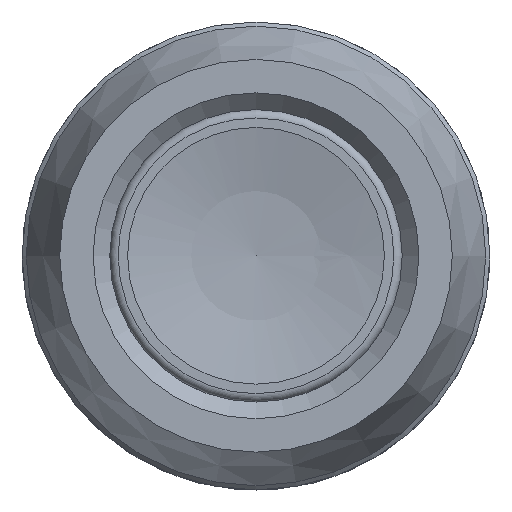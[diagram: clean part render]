
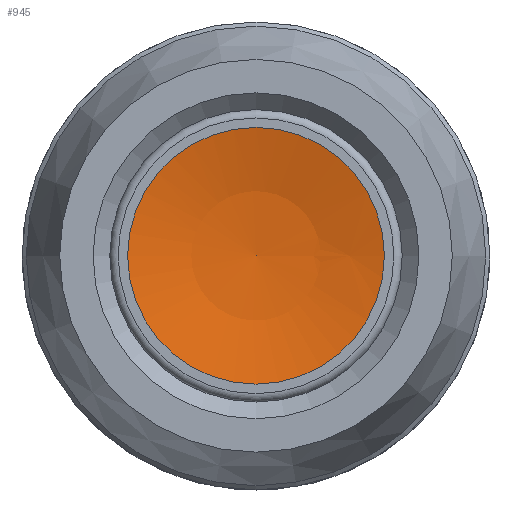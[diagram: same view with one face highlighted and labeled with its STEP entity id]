
A CAD part, top view. The second image highlights one B-rep face of the part: STEP entity #945.
In plain terms, the highlighted spherical face has radius 30 mm.
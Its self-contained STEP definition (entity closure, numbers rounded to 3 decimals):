
#40=FACE_BOUND('',#291,.T.);
#85=SPHERICAL_SURFACE('',#1023,30.);
#291=EDGE_LOOP('',(#702));
#392=CIRCLE('',#1024,7.681);
#470=VERTEX_POINT('',#1488);
#568=EDGE_CURVE('',#470,#470,#392,.T.);
#702=ORIENTED_EDGE('',*,*,#568,.F.);
#945=ADVANCED_FACE('',(#40),#85,.F.);
#1023=AXIS2_PLACEMENT_3D('',#1487,#1175,#1176);
#1024=AXIS2_PLACEMENT_3D('',#1489,#1177,#1178);
#1175=DIRECTION('center_axis',(0.,0.,1.));
#1176=DIRECTION('ref_axis',(1.,0.,0.));
#1177=DIRECTION('center_axis',(0.,0.,-1.));
#1178=DIRECTION('ref_axis',(1.,0.,0.));
#1487=CARTESIAN_POINT('Origin',(0.,0.,70.));
#1488=CARTESIAN_POINT('',(7.681,0.,41.));
#1489=CARTESIAN_POINT('Origin',(0.,0.,41.));
